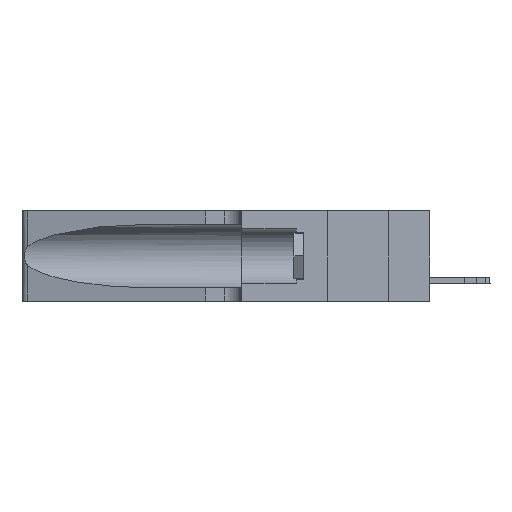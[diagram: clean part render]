
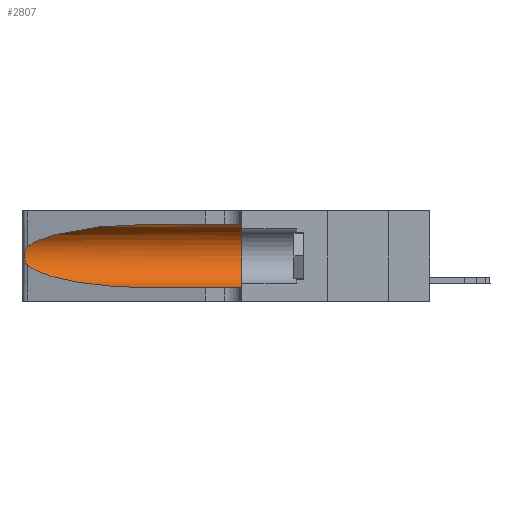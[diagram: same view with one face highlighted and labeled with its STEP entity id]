
A CAD part, left-side view. The second image highlights one B-rep face of the part: STEP entity #2807.
In plain terms, the highlighted cylindrical face has radius 3.308 mm (diameter 6.617 mm), a partial arc.
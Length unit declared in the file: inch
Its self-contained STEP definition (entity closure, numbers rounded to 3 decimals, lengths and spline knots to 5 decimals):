
#141 =( BOUNDED_CURVE ( )  B_SPLINE_CURVE ( 3, ( #8819, #21948, #18166, #21314 ),
 .UNSPECIFIED., .F., .F. ) 
 B_SPLINE_CURVE_WITH_KNOTS ( ( 4, 4 ),
 ( 1.5708, 2.84003 ),
 .UNSPECIFIED. ) 
 CURVE ( )  GEOMETRIC_REPRESENTATION_ITEM ( )  RATIONAL_B_SPLINE_CURVE ( ( 1., 0.87, 0.87, 1. ) ) 
 REPRESENTATION_ITEM ( '' )  );
#2088 = DIRECTION ( 'NONE',  ( 0., 1., 0. ) ) ;
#2099 = ORIENTED_EDGE ( 'NONE', *, *, #6082, .T. ) ;
#2122 = B_SPLINE_CURVE_WITH_KNOTS ( 'NONE', 3,
 ( #15997, #35766, #10917, #17208, #38354, #4614, #20343, #26517, #19931, #32510, #20066, #4476, #29523, #14011 ),
 .UNSPECIFIED., .F., .F.,
 ( 4, 2, 2, 2, 2, 2, 4 ),
 ( 0., 0.00027, 0.00053, 0.00107, 0.0016, 0.00187, 0.00214 ),
 .UNSPECIFIED. ) ;
#2345 = CARTESIAN_POINT ( 'NONE',  ( 0.1305, 1.61858, 0.31525 ) ) ;
#2807 = ADVANCED_FACE ( 'NONE', ( #6425 ), #7363, .F. ) ;
#3533 = CARTESIAN_POINT ( 'NONE',  ( 0.25487, 1.22718, 0.14631 ) ) ;
#3666 = VERTEX_POINT ( 'NONE', #4272 ) ;
#4180 = CARTESIAN_POINT ( 'NONE',  ( 0.1305, 0.72297, 0.05475 ) ) ;
#4272 = CARTESIAN_POINT ( 'NONE',  ( 0.1305, 0.72297, 0.31525 ) ) ;
#4476 = CARTESIAN_POINT ( 'NONE',  ( 0.25639, 1.23186, 0.15144 ) ) ;
#4614 = CARTESIAN_POINT ( 'NONE',  ( 0.26018, 1.23835, 0.19895 ) ) ;
#6082 = EDGE_CURVE ( 'NONE', #30555, #26907, #14833, .T. ) ;
#6371 = EDGE_CURVE ( 'NONE', #3666, #32371, #141, .T. ) ;
#6425 = FACE_OUTER_BOUND ( 'NONE', #31362, .T. ) ;
#7363 = CYLINDRICAL_SURFACE ( 'NONE', #11037, 0.13025 ) ;
#8819 = CARTESIAN_POINT ( 'NONE',  ( 0.1305, 0.72297, 0.31525 ) ) ;
#9596 = EDGE_CURVE ( 'NONE', #39962, #26907, #30071, .T. ) ;
#9737 = ORIENTED_EDGE ( 'NONE', *, *, #6371, .T. ) ;
#10828 = CARTESIAN_POINT ( 'NONE',  ( 0.1305, 1.61858, 0.05475 ) ) ;
#10917 = CARTESIAN_POINT ( 'NONE',  ( 0.25639, 1.23184, 0.21858 ) ) ;
#11037 = AXIS2_PLACEMENT_3D ( 'NONE', #24881, #31114, #21913 ) ;
#11789 = ORIENTED_EDGE ( 'NONE', *, *, #9596, .F. ) ;
#11831 = VERTEX_POINT ( 'NONE', #3533 ) ;
#13172 = CARTESIAN_POINT ( 'NONE',  ( 0.18966, 0.96281, 0.05475 ) ) ;
#13464 =( BOUNDED_CURVE ( )  B_SPLINE_CURVE ( 3, ( #31664, #18935, #13172, #4180 ),
 .UNSPECIFIED., .F., .T. ) 
 B_SPLINE_CURVE_WITH_KNOTS ( ( 4, 4 ),
 ( 3.44316, 4.71239 ),
 .UNSPECIFIED. ) 
 CURVE ( )  GEOMETRIC_REPRESENTATION_ITEM ( )  RATIONAL_B_SPLINE_CURVE ( ( 1., 0.87, 0.87, 1. ) ) 
 REPRESENTATION_ITEM ( '' )  );
#13514 = DIRECTION ( 'NONE',  ( 0., -1., 0. ) ) ;
#14011 = CARTESIAN_POINT ( 'NONE',  ( 0.25487, 1.22718, 0.14631 ) ) ;
#14833 = LINE ( 'NONE', #10828, #23484 ) ;
#15708 = EDGE_CURVE ( 'NONE', #11831, #30555, #13464, .T. ) ;
#15997 = CARTESIAN_POINT ( 'NONE',  ( 0.25487, 1.22718, 0.22369 ) ) ;
#17208 = CARTESIAN_POINT ( 'NONE',  ( 0.25787, 1.23484, 0.2124 ) ) ;
#17791 = DIRECTION ( 'NONE',  ( 0., -1., 0. ) ) ;
#17797 = CARTESIAN_POINT ( 'NONE',  ( 0.1305, 0.72297, 0.05475 ) ) ;
#18166 = CARTESIAN_POINT ( 'NONE',  ( 0.2373, 1.15595, 0.28018 ) ) ;
#18935 = CARTESIAN_POINT ( 'NONE',  ( 0.2373, 1.15595, 0.08982 ) ) ;
#19931 = CARTESIAN_POINT ( 'NONE',  ( 0.26017, 1.23833, 0.17102 ) ) ;
#20066 = CARTESIAN_POINT ( 'NONE',  ( 0.25789, 1.23486, 0.15765 ) ) ;
#20343 = CARTESIAN_POINT ( 'NONE',  ( 0.26075, 1.23896, 0.19203 ) ) ;
#20758 = EDGE_CURVE ( 'NONE', #3666, #39962, #27936, .T. ) ;
#21314 = CARTESIAN_POINT ( 'NONE',  ( 0.25487, 1.22718, 0.22369 ) ) ;
#21913 = DIRECTION ( 'NONE',  ( 0., 0., -1. ) ) ;
#21948 = CARTESIAN_POINT ( 'NONE',  ( 0.18966, 0.96281, 0.31525 ) ) ;
#23288 = ORIENTED_EDGE ( 'NONE', *, *, #20758, .F. ) ;
#23484 = VECTOR ( 'NONE', #13514, 39.37008 ) ;
#23995 = CARTESIAN_POINT ( 'NONE',  ( 0.1305, 0.35, 0.185 ) ) ;
#24578 = EDGE_CURVE ( 'NONE', #32371, #11831, #2122, .T. ) ;
#24881 = CARTESIAN_POINT ( 'NONE',  ( 0.1305, 1.61858, 0.185 ) ) ;
#24985 = CARTESIAN_POINT ( 'NONE',  ( 0.1305, 0.35, 0.31525 ) ) ;
#26517 = CARTESIAN_POINT ( 'NONE',  ( 0.26075, 1.23896, 0.178 ) ) ;
#26907 = VERTEX_POINT ( 'NONE', #39055 ) ;
#27936 = LINE ( 'NONE', #2345, #30382 ) ;
#29090 = AXIS2_PLACEMENT_3D ( 'NONE', #23995, #2088, #30225 ) ;
#29523 = CARTESIAN_POINT ( 'NONE',  ( 0.25555, 1.22993, 0.14849 ) ) ;
#30071 = CIRCLE ( 'NONE', #29090, 0.13025 ) ;
#30225 = DIRECTION ( 'NONE',  ( 0., 0., 1. ) ) ;
#30382 = VECTOR ( 'NONE', #17791, 39.37008 ) ;
#30555 = VERTEX_POINT ( 'NONE', #17797 ) ;
#31114 = DIRECTION ( 'NONE',  ( 0., -1., 0. ) ) ;
#31362 = EDGE_LOOP ( 'NONE', ( #9737, #35556, #32161, #2099, #11789, #23288 ) ) ;
#31664 = CARTESIAN_POINT ( 'NONE',  ( 0.25487, 1.22718, 0.14631 ) ) ;
#32161 = ORIENTED_EDGE ( 'NONE', *, *, #15708, .T. ) ;
#32371 = VERTEX_POINT ( 'NONE', #36107 ) ;
#32510 = CARTESIAN_POINT ( 'NONE',  ( 0.25856, 1.23593, 0.16098 ) ) ;
#35556 = ORIENTED_EDGE ( 'NONE', *, *, #24578, .T. ) ;
#35766 = CARTESIAN_POINT ( 'NONE',  ( 0.25555, 1.22994, 0.2215 ) ) ;
#36107 = CARTESIAN_POINT ( 'NONE',  ( 0.25487, 1.22718, 0.22369 ) ) ;
#38354 = CARTESIAN_POINT ( 'NONE',  ( 0.25854, 1.2359, 0.20912 ) ) ;
#39055 = CARTESIAN_POINT ( 'NONE',  ( 0.1305, 0.35, 0.05475 ) ) ;
#39962 = VERTEX_POINT ( 'NONE', #24985 ) ;
